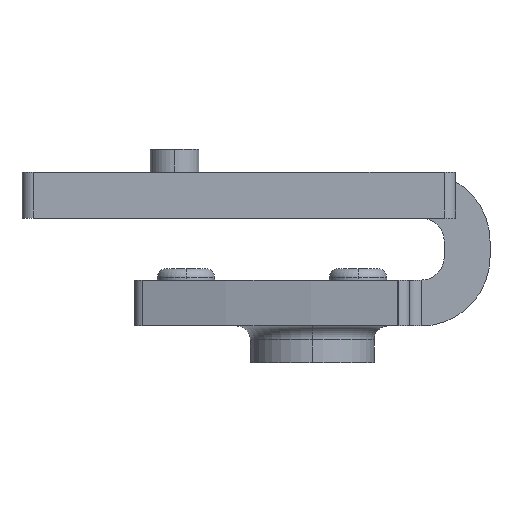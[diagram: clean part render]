
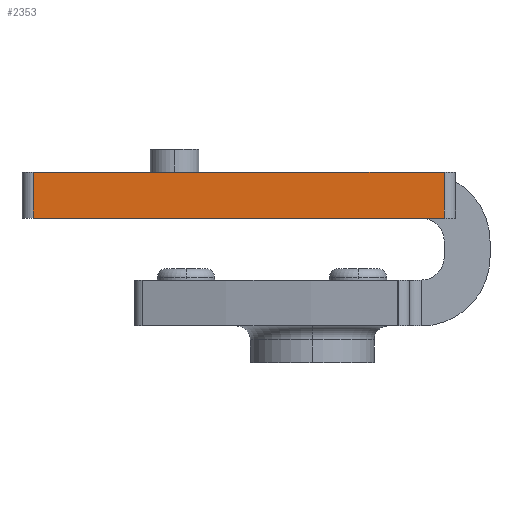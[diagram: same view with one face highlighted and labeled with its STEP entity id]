
A CAD part, left-side view. The second image highlights one B-rep face of the part: STEP entity #2353.
In plain terms, the highlighted face is planar.
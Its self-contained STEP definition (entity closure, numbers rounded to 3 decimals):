
#100 = EDGE_LOOP ( 'NONE', ( #2887, #1089, #2882, #2860 ) ) ;
#159 = DIRECTION ( 'NONE',  ( 1., 0., 0. ) ) ;
#259 = AXIS2_PLACEMENT_3D ( 'NONE', #1295, #159, #1450 ) ;
#321 = VECTOR ( 'NONE', #1382, 1000. ) ;
#382 = FACE_OUTER_BOUND ( 'NONE', #100, .T. ) ;
#422 = LINE ( 'NONE', #2223, #2517 ) ;
#549 = VECTOR ( 'NONE', #636, 1000. ) ;
#570 = CARTESIAN_POINT ( 'NONE',  ( 2747.162, 358.456, 6.7 ) ) ;
#571 = EDGE_CURVE ( 'NONE', #757, #2304, #422, .T. ) ;
#624 = LINE ( 'NONE', #2933, #549 ) ;
#636 = DIRECTION ( 'NONE',  ( 0., 0., -1. ) ) ;
#757 = VERTEX_POINT ( 'NONE', #2901 ) ;
#1075 = VECTOR ( 'NONE', #1760, 1000. ) ;
#1089 = ORIENTED_EDGE ( 'NONE', *, *, #571, .T. ) ;
#1295 = CARTESIAN_POINT ( 'NONE',  ( 2747.162, 340.556, 6.7 ) ) ;
#1344 = LINE ( 'NONE', #1793, #1075 ) ;
#1382 = DIRECTION ( 'NONE',  ( 0., -1., 0. ) ) ;
#1450 = DIRECTION ( 'NONE',  ( 0., 1., 0. ) ) ;
#1467 = PLANE ( 'NONE',  #259 ) ;
#1510 = DIRECTION ( 'NONE',  ( 0., 0., -1. ) ) ;
#1674 = EDGE_CURVE ( 'NONE', #2642, #757, #2909, .T. ) ;
#1760 = DIRECTION ( 'NONE',  ( 0., -1., 0. ) ) ;
#1793 = CARTESIAN_POINT ( 'NONE',  ( 2747.162, 358.456, 4.7 ) ) ;
#2223 = CARTESIAN_POINT ( 'NONE',  ( 2747.162, 340.556, 6.7 ) ) ;
#2262 = CARTESIAN_POINT ( 'NONE',  ( 2747.162, 358.456, 4.7 ) ) ;
#2304 = VERTEX_POINT ( 'NONE', #2853 ) ;
#2353 = ADVANCED_FACE ( 'NONE', ( #382 ), #1467, .T. ) ;
#2434 = EDGE_CURVE ( 'NONE', #2912, #2304, #1344, .T. ) ;
#2517 = VECTOR ( 'NONE', #1510, 1000. ) ;
#2642 = VERTEX_POINT ( 'NONE', #570 ) ;
#2853 = CARTESIAN_POINT ( 'NONE',  ( 2747.162, 340.556, 4.7 ) ) ;
#2860 = ORIENTED_EDGE ( 'NONE', *, *, #2897, .F. ) ;
#2882 = ORIENTED_EDGE ( 'NONE', *, *, #2434, .F. ) ;
#2887 = ORIENTED_EDGE ( 'NONE', *, *, #1674, .T. ) ;
#2897 = EDGE_CURVE ( 'NONE', #2642, #2912, #624, .T. ) ;
#2901 = CARTESIAN_POINT ( 'NONE',  ( 2747.162, 340.556, 6.7 ) ) ;
#2909 = LINE ( 'NONE', #2927, #321 ) ;
#2912 = VERTEX_POINT ( 'NONE', #2262 ) ;
#2927 = CARTESIAN_POINT ( 'NONE',  ( 2747.162, 358.456, 6.7 ) ) ;
#2933 = CARTESIAN_POINT ( 'NONE',  ( 2747.162, 358.456, 0.2 ) ) ;
